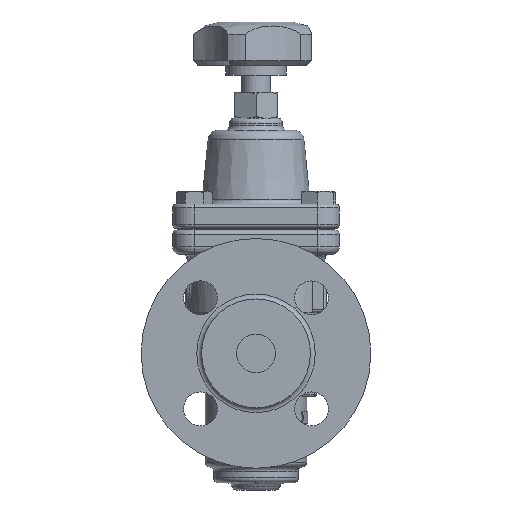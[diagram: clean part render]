
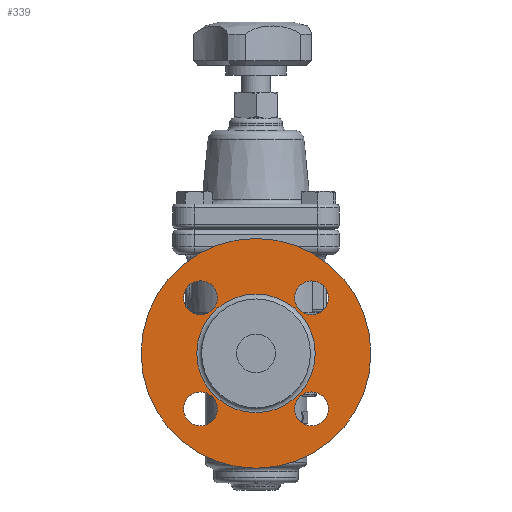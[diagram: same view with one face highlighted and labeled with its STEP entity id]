
A CAD part, left-side view. The second image highlights one B-rep face of the part: STEP entity #339.
In plain terms, the highlighted planar face has unit normal (-1, 0, 0).
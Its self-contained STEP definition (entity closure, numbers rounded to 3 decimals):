
#84=CARTESIAN_POINT('',(-75.0,-15.967,79.455));
#85=VERTEX_POINT('',#84);
#86=CARTESIAN_POINT('',(-75.0,-22.967,79.455));
#87=DIRECTION('',(1.0,0.0,0.0));
#88=DIRECTION('',(0.0,1.0,0.0));
#89=AXIS2_PLACEMENT_3D('',#86,#87,#88);
#90=CIRCLE('',#89,7.);
#91=EDGE_CURVE('',#85,#85,#90,.T.);
#112=CARTESIAN_POINT('',(-75.0,-22.955,40.533));
#113=VERTEX_POINT('',#112);
#114=CARTESIAN_POINT('',(-75.0,-22.955,33.533));
#115=DIRECTION('',(1.0,0.0,0.0));
#116=DIRECTION('',(0.0,0.0,1.0));
#117=AXIS2_PLACEMENT_3D('',#114,#115,#116);
#118=CIRCLE('',#117,7.);
#119=EDGE_CURVE('',#113,#113,#118,.T.);
#140=CARTESIAN_POINT('',(-75.0,15.967,33.545));
#141=VERTEX_POINT('',#140);
#142=CARTESIAN_POINT('',(-75.0,22.967,33.545));
#143=DIRECTION('',(1.0,0.0,0.0));
#144=DIRECTION('',(0.0,-1.0,0.0));
#145=AXIS2_PLACEMENT_3D('',#142,#143,#144);
#146=CIRCLE('',#145,7.);
#147=EDGE_CURVE('',#141,#141,#146,.T.);
#168=CARTESIAN_POINT('',(-75.0,22.955,72.467));
#169=VERTEX_POINT('',#168);
#170=CARTESIAN_POINT('',(-75.0,22.955,79.467));
#171=DIRECTION('',(1.0,0.0,0.0));
#172=DIRECTION('',(0.0,0.0,-1.0));
#173=AXIS2_PLACEMENT_3D('',#170,#171,#172);
#174=CIRCLE('',#173,7.);
#175=EDGE_CURVE('',#169,#169,#174,.T.);
#241=CARTESIAN_POINT('',(-75.0,0.0,104.));
#242=VERTEX_POINT('',#241);
#243=CARTESIAN_POINT('',(-75.0,0.0,56.5));
#244=DIRECTION('',(-1.0,0.0,0.0));
#245=DIRECTION('',(0.0,0.0,1.0));
#246=AXIS2_PLACEMENT_3D('',#243,#244,#245);
#247=CIRCLE('',#246,47.5);
#248=EDGE_CURVE('',#242,#242,#247,.T.);
#304=CARTESIAN_POINT('',(-75.0,0.,81.));
#305=VERTEX_POINT('',#304);
#306=CARTESIAN_POINT('',(-75.0,0.0,56.5));
#307=DIRECTION('',(1.0,0.0,0.0));
#308=DIRECTION('',(0.0,0.0,-1.0));
#309=AXIS2_PLACEMENT_3D('',#306,#307,#308);
#310=CIRCLE('',#309,24.5);
#311=EDGE_CURVE('',#305,#305,#310,.T.);
#316=CARTESIAN_POINT('',(-75.0,0.0,91.5));
#317=DIRECTION('',(1.0,0.0,0.0));
#318=DIRECTION('',(0.0,0.0,-1.0));
#319=AXIS2_PLACEMENT_3D('',#316,#317,#318);
#320=PLANE('',#319);
#321=ORIENTED_EDGE('',*,*,#248,.T.);
#322=EDGE_LOOP('',(#321));
#323=FACE_OUTER_BOUND('',#322,.T.);
#324=ORIENTED_EDGE('',*,*,#91,.T.);
#325=EDGE_LOOP('',(#324));
#326=FACE_BOUND('',#325,.T.);
#327=ORIENTED_EDGE('',*,*,#119,.T.);
#328=EDGE_LOOP('',(#327));
#329=FACE_BOUND('',#328,.T.);
#330=ORIENTED_EDGE('',*,*,#147,.T.);
#331=EDGE_LOOP('',(#330));
#332=FACE_BOUND('',#331,.T.);
#333=ORIENTED_EDGE('',*,*,#175,.T.);
#334=EDGE_LOOP('',(#333));
#335=FACE_BOUND('',#334,.T.);
#336=ORIENTED_EDGE('',*,*,#311,.T.);
#337=EDGE_LOOP('',(#336));
#338=FACE_BOUND('',#337,.T.);
#339=ADVANCED_FACE('',(#323,#326,#329,#332,#335,#338),#320,.F.);
